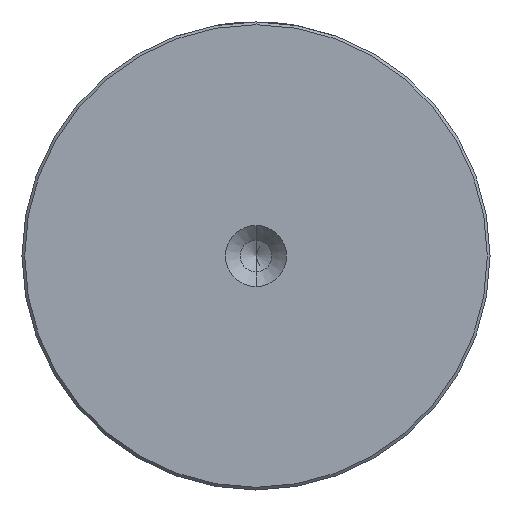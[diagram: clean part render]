
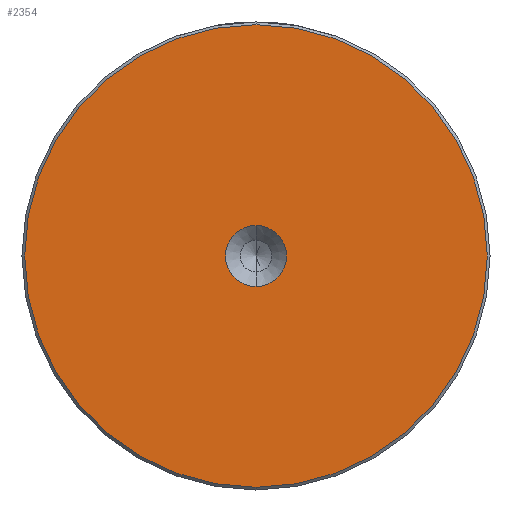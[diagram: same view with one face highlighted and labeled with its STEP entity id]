
A CAD part, left-side view. The second image highlights one B-rep face of the part: STEP entity #2354.
In plain terms, the highlighted planar face has unit normal (-1, 0, 0).
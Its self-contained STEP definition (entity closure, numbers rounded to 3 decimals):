
#64 = AXIS2_PLACEMENT_3D ( 'NONE', #2379, #2367, #2360 ) ;
#81 = EDGE_LOOP ( 'NONE', ( #971, #2460 ) ) ;
#318 = DIRECTION ( 'NONE',  ( -1., 0., 0. ) ) ;
#358 = CARTESIAN_POINT ( 'NONE',  ( 0., 0., -5.6 ) ) ;
#456 = EDGE_CURVE ( 'NONE', #1819, #2473, #848, .T. ) ;
#601 = CIRCLE ( 'NONE', #1630, 5.6 ) ;
#654 = ORIENTED_EDGE ( 'NONE', *, *, #1245, .F. ) ;
#848 = CIRCLE ( 'NONE', #64, 42.5 ) ;
#867 = DIRECTION ( 'NONE',  ( -1., 0., 0. ) ) ;
#963 = EDGE_LOOP ( 'NONE', ( #2419, #654 ) ) ;
#971 = ORIENTED_EDGE ( 'NONE', *, *, #2089, .T. ) ;
#1010 = FACE_BOUND ( 'NONE', #963, .T. ) ;
#1019 = CARTESIAN_POINT ( 'NONE',  ( 0., 0., 0. ) ) ;
#1192 = DIRECTION ( 'NONE',  ( -1., 0., 0. ) ) ;
#1222 = DIRECTION ( 'NONE',  ( 0., 0., 1. ) ) ;
#1245 = EDGE_CURVE ( 'NONE', #1881, #1672, #601, .T. ) ;
#1277 = CARTESIAN_POINT ( 'NONE',  ( 0., 0., -42.5 ) ) ;
#1297 = CARTESIAN_POINT ( 'NONE',  ( 0., 0., 0. ) ) ;
#1480 = PLANE ( 'NONE',  #2251 ) ;
#1489 = CIRCLE ( 'NONE', #1910, 42.5 ) ;
#1560 = CARTESIAN_POINT ( 'NONE',  ( 0., 0., 42.5 ) ) ;
#1630 = AXIS2_PLACEMENT_3D ( 'NONE', #2038, #867, #2234 ) ;
#1672 = VERTEX_POINT ( 'NONE', #2296 ) ;
#1711 = DIRECTION ( 'NONE',  ( 0., 0., 1. ) ) ;
#1796 = EDGE_CURVE ( 'NONE', #1672, #1881, #2077, .T. ) ;
#1819 = VERTEX_POINT ( 'NONE', #1560 ) ;
#1881 = VERTEX_POINT ( 'NONE', #358 ) ;
#1910 = AXIS2_PLACEMENT_3D ( 'NONE', #1019, #2389, #1222 ) ;
#1987 = FACE_OUTER_BOUND ( 'NONE', #81, .T. ) ;
#2038 = CARTESIAN_POINT ( 'NONE',  ( 0., 0., 0. ) ) ;
#2077 = CIRCLE ( 'NONE', #2198, 5.6 ) ;
#2089 = EDGE_CURVE ( 'NONE', #2473, #1819, #1489, .T. ) ;
#2198 = AXIS2_PLACEMENT_3D ( 'NONE', #2362, #1192, #2553 ) ;
#2234 = DIRECTION ( 'NONE',  ( 0., 0., 1. ) ) ;
#2251 = AXIS2_PLACEMENT_3D ( 'NONE', #1297, #318, #1711 ) ;
#2296 = CARTESIAN_POINT ( 'NONE',  ( 0., 0., 5.6 ) ) ;
#2354 = ADVANCED_FACE ( 'NONE', ( #1987, #1010 ), #1480, .T. ) ;
#2360 = DIRECTION ( 'NONE',  ( 0., 0., 1. ) ) ;
#2362 = CARTESIAN_POINT ( 'NONE',  ( 0., 0., 0. ) ) ;
#2367 = DIRECTION ( 'NONE',  ( -1., 0., 0. ) ) ;
#2379 = CARTESIAN_POINT ( 'NONE',  ( 0., 0., 0. ) ) ;
#2389 = DIRECTION ( 'NONE',  ( -1., 0., 0. ) ) ;
#2419 = ORIENTED_EDGE ( 'NONE', *, *, #1796, .F. ) ;
#2460 = ORIENTED_EDGE ( 'NONE', *, *, #456, .T. ) ;
#2473 = VERTEX_POINT ( 'NONE', #1277 ) ;
#2553 = DIRECTION ( 'NONE',  ( 0., 0., 1. ) ) ;
